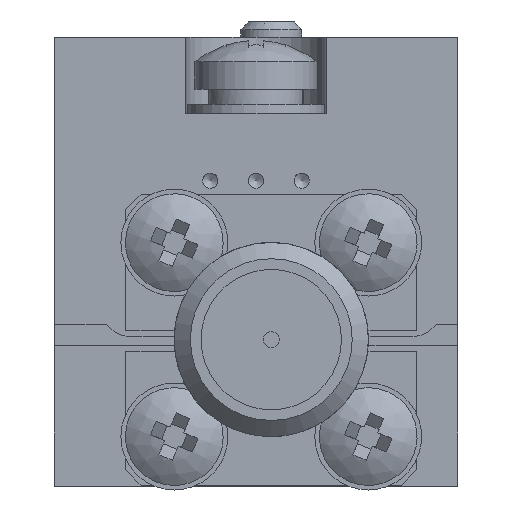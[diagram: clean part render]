
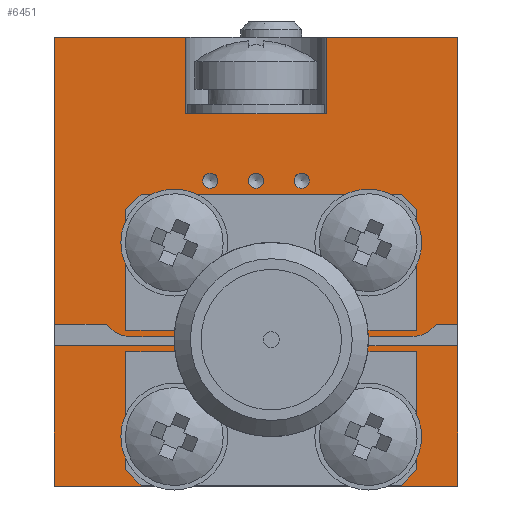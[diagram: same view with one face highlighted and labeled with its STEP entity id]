
A CAD part, left-side view. The second image highlights one B-rep face of the part: STEP entity #6451.
In plain terms, the highlighted planar face has unit normal (-1, 0, 0).
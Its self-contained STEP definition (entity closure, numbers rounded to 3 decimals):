
#6451=ADVANCED_FACE('',(#19269,#19271,#19273,#19275,#19277,#19279,#19281,#19283),
#19285,.F.);
#19269=FACE_BOUND('',#19270,.T.);
#19270=EDGE_LOOP('',(#33057,#33058,#33059,#33060,#33061,#33062,#33063,#33064,#33065,
#33066,#33067,#33068,#33069,#33070,#33071,#33072,#33073,#33074,#33075,#33076));
#19271=FACE_BOUND('',#19272,.T.);
#19272=EDGE_LOOP('',(#33077));
#19273=FACE_BOUND('',#19274,.T.);
#19274=EDGE_LOOP('',(#33078));
#19275=FACE_BOUND('',#19276,.T.);
#19276=EDGE_LOOP('',(#33079));
#19277=FACE_BOUND('',#19278,.T.);
#19278=EDGE_LOOP('',(#33080));
#19279=FACE_BOUND('',#19280,.T.);
#19280=EDGE_LOOP('',(#33081));
#19281=FACE_BOUND('',#19282,.T.);
#19282=EDGE_LOOP('',(#33082));
#19283=FACE_BOUND('',#19284,.T.);
#19284=EDGE_LOOP('',(#33083));
#19285=PLANE('',#19286);
#19286=AXIS2_PLACEMENT_3D('',#19287,#19288,#19289);
#19287=CARTESIAN_POINT('',(-27.5,6.6,14.7));
#19288=DIRECTION('',(1.,0.,-0.));
#19289=DIRECTION('',(0.,1.,0.));
#33057=ORIENTED_EDGE('',*,*,#39261,.F.);
#33058=ORIENTED_EDGE('',*,*,#39262,.F.);
#33059=ORIENTED_EDGE('',*,*,#39263,.F.);
#33060=ORIENTED_EDGE('',*,*,#39264,.T.);
#33061=ORIENTED_EDGE('',*,*,#39265,.F.);
#33062=ORIENTED_EDGE('',*,*,#39240,.T.);
#33063=ORIENTED_EDGE('',*,*,#39266,.F.);
#33064=ORIENTED_EDGE('',*,*,#39267,.F.);
#33065=ORIENTED_EDGE('',*,*,#39268,.F.);
#33066=ORIENTED_EDGE('',*,*,#39269,.F.);
#33067=ORIENTED_EDGE('',*,*,#39270,.F.);
#33068=ORIENTED_EDGE('',*,*,#39236,.T.);
#33069=ORIENTED_EDGE('',*,*,#39271,.T.);
#33070=ORIENTED_EDGE('',*,*,#38871,.F.);
#33071=ORIENTED_EDGE('',*,*,#39272,.F.);
#33072=ORIENTED_EDGE('',*,*,#39273,.F.);
#33073=ORIENTED_EDGE('',*,*,#39274,.F.);
#33074=ORIENTED_EDGE('',*,*,#39275,.F.);
#33075=ORIENTED_EDGE('',*,*,#39276,.F.);
#33076=ORIENTED_EDGE('',*,*,#38867,.F.);
#33077=ORIENTED_EDGE('',*,*,#38472,.F.);
#33078=ORIENTED_EDGE('',*,*,#38474,.F.);
#33079=ORIENTED_EDGE('',*,*,#38476,.F.);
#33080=ORIENTED_EDGE('',*,*,#38478,.F.);
#33081=ORIENTED_EDGE('',*,*,#38480,.F.);
#33082=ORIENTED_EDGE('',*,*,#38482,.F.);
#33083=ORIENTED_EDGE('',*,*,#38484,.F.);
#38472=EDGE_CURVE('',#42590,#42590,#42591,.T.);
#38474=EDGE_CURVE('',#42594,#42594,#42595,.T.);
#38476=EDGE_CURVE('',#42598,#42598,#42599,.T.);
#38478=EDGE_CURVE('',#42602,#42602,#42603,.T.);
#38480=EDGE_CURVE('',#42606,#42606,#42607,.T.);
#38482=EDGE_CURVE('',#42610,#42610,#42611,.T.);
#38484=EDGE_CURVE('',#42614,#42614,#42615,.T.);
#38867=EDGE_CURVE('',#43379,#43381,#43382,.T.);
#38871=EDGE_CURVE('',#43387,#43389,#43390,.T.);
#39236=EDGE_CURVE('',#44115,#44113,#44116,.T.);
#39240=EDGE_CURVE('',#44123,#44121,#44124,.T.);
#39261=EDGE_CURVE('',#44164,#43379,#44165,.T.);
#39262=EDGE_CURVE('',#44166,#44164,#44167,.T.);
#39263=EDGE_CURVE('',#44168,#44166,#44169,.T.);
#39264=EDGE_CURVE('',#44168,#44170,#44171,.T.);
#39265=EDGE_CURVE('',#44123,#44170,#44172,.T.);
#39266=EDGE_CURVE('',#44173,#44121,#44174,.T.);
#39267=EDGE_CURVE('',#44175,#44173,#44176,.T.);
#39268=EDGE_CURVE('',#44177,#44175,#44178,.T.);
#39269=EDGE_CURVE('',#44179,#44177,#44180,.T.);
#39270=EDGE_CURVE('',#44115,#44179,#44181,.T.);
#39271=EDGE_CURVE('',#44113,#43389,#44182,.T.);
#39272=EDGE_CURVE('',#44183,#43387,#44184,.T.);
#39273=EDGE_CURVE('',#44185,#44183,#44186,.T.);
#39274=EDGE_CURVE('',#44187,#44185,#44188,.T.);
#39275=EDGE_CURVE('',#44189,#44187,#44190,.T.);
#39276=EDGE_CURVE('',#43381,#44189,#44191,.T.);
#42590=VERTEX_POINT('',#54495);
#42591=CIRCLE('',#54496,0.25);
#42594=VERTEX_POINT('',#54606);
#42595=CIRCLE('',#54607,0.25);
#42598=VERTEX_POINT('',#54717);
#42599=CIRCLE('',#54718,0.25);
#42602=VERTEX_POINT('',#54828);
#42603=CIRCLE('',#54829,0.625);
#42606=VERTEX_POINT('',#54939);
#42607=CIRCLE('',#54940,0.625);
#42610=VERTEX_POINT('',#55050);
#42611=CIRCLE('',#55051,0.625);
#42614=VERTEX_POINT('',#55161);
#42615=CIRCLE('',#55162,0.625);
#43379=VERTEX_POINT('',#58836);
#43381=VERTEX_POINT('',#58840);
#43382=LINE('',#58841,#58842);
#43387=VERTEX_POINT('',#58852);
#43389=VERTEX_POINT('',#58856);
#43390=LINE('',#58857,#58858);
#44113=VERTEX_POINT('',#65445);
#44115=VERTEX_POINT('',#65449);
#44116=LINE('',#65450,#65451);
#44121=VERTEX_POINT('',#65461);
#44123=VERTEX_POINT('',#65465);
#44124=LINE('',#65466,#65467);
#44164=VERTEX_POINT('',#65548);
#44165=LINE('',#65549,#65550);
#44166=VERTEX_POINT('',#65552);
#44167=LINE('',#65553,#65554);
#44168=VERTEX_POINT('',#65556);
#44169=LINE('',#65557,#65558);
#44170=VERTEX_POINT('',#65560);
#44171=LINE('',#65561,#65562);
#44172=LINE('',#65564,#65565);
#44173=VERTEX_POINT('',#65567);
#44174=LINE('',#65568,#65569);
#44175=VERTEX_POINT('',#65571);
#44176=CIRCLE('',#65572,1.);
#44177=VERTEX_POINT('',#65576);
#44178=LINE('',#65577,#65578);
#44179=VERTEX_POINT('',#65580);
#44180=LINE('',#65581,#65582);
#44181=LINE('',#65584,#65585);
#44182=LINE('',#65587,#65588);
#44183=VERTEX_POINT('',#65590);
#44184=LINE('',#65591,#65592);
#44185=VERTEX_POINT('',#65594);
#44186=LINE('',#65595,#65596);
#44187=VERTEX_POINT('',#65598);
#44188=LINE('',#65599,#65600);
#44189=VERTEX_POINT('',#65602);
#44190=CIRCLE('',#65603,1.);
#44191=LINE('',#65607,#65608);
#54495=CARTESIAN_POINT('',(-27.5,0.,10.25));
#54496=AXIS2_PLACEMENT_3D('',#54497,#54498,#54499);
#54497=CARTESIAN_POINT('',(-27.5,0.,10.));
#54498=DIRECTION('',(-1.,0.,0.));
#54499=DIRECTION('',(0.,0.,-1.));
#54606=CARTESIAN_POINT('',(-27.5,1.5,10.25));
#54607=AXIS2_PLACEMENT_3D('',#54608,#54609,#54610);
#54608=CARTESIAN_POINT('',(-27.5,1.5,10.));
#54609=DIRECTION('',(-1.,0.,0.));
#54610=DIRECTION('',(-0.,0.,-1.));
#54717=CARTESIAN_POINT('',(-27.5,-1.5,10.25));
#54718=AXIS2_PLACEMENT_3D('',#54719,#54720,#54721);
#54719=CARTESIAN_POINT('',(-27.5,-1.5,10.));
#54720=DIRECTION('',(-1.,0.,0.));
#54721=DIRECTION('',(-0.,0.,-1.));
#54828=CARTESIAN_POINT('',(-27.5,2.675,8.6));
#54829=AXIS2_PLACEMENT_3D('',#54830,#54831,#54832);
#54830=CARTESIAN_POINT('',(-27.5,2.675,7.975));
#54831=DIRECTION('',(-1.,0.,0.));
#54832=DIRECTION('',(-0.,0.,-1.));
#54939=CARTESIAN_POINT('',(-27.5,-3.675,8.6));
#54940=AXIS2_PLACEMENT_3D('',#54941,#54942,#54943);
#54941=CARTESIAN_POINT('',(-27.5,-3.675,7.975));
#54942=DIRECTION('',(-1.,0.,0.));
#54943=DIRECTION('',(-0.,0.,-1.));
#55050=CARTESIAN_POINT('',(-27.5,-3.675,2.25));
#55051=AXIS2_PLACEMENT_3D('',#55052,#55053,#55054);
#55052=CARTESIAN_POINT('',(-27.5,-3.675,1.625));
#55053=DIRECTION('',(-1.,0.,0.));
#55054=DIRECTION('',(-0.,0.,-1.));
#55161=CARTESIAN_POINT('',(-27.5,2.675,2.25));
#55162=AXIS2_PLACEMENT_3D('',#55163,#55164,#55165);
#55163=CARTESIAN_POINT('',(-27.5,2.675,1.625));
#55164=DIRECTION('',(-1.,0.,0.));
#55165=DIRECTION('',(-0.,0.,-1.));
#58836=CARTESIAN_POINT('',(-27.5,-6.6,14.7));
#58840=CARTESIAN_POINT('',(-27.5,-6.6,5.3));
#58841=CARTESIAN_POINT('',(-27.5,-6.6,14.7));
#58842=VECTOR('',#58843,1.);
#58843=DIRECTION('',(0.,0.,-1.));
#58852=CARTESIAN_POINT('',(-27.5,-6.6,4.6));
#58856=CARTESIAN_POINT('',(-27.5,-6.6,0.));
#58857=CARTESIAN_POINT('',(-27.5,-6.6,4.6));
#58858=VECTOR('',#58859,1.);
#58859=DIRECTION('',(0.,0.,-1.));
#65445=CARTESIAN_POINT('',(-27.5,6.6,0.));
#65449=CARTESIAN_POINT('',(-27.5,6.6,4.6));
#65450=CARTESIAN_POINT('',(-27.5,6.6,4.6));
#65451=VECTOR('',#65452,1.);
#65452=DIRECTION('',(0.,0.,-1.));
#65461=CARTESIAN_POINT('',(-27.5,6.6,5.3));
#65465=CARTESIAN_POINT('',(-27.5,6.6,14.7));
#65466=CARTESIAN_POINT('',(-27.5,6.6,14.7));
#65467=VECTOR('',#65468,1.);
#65468=DIRECTION('',(0.,0.,-1.));
#65548=CARTESIAN_POINT('',(-27.5,-2.3,14.7));
#65549=CARTESIAN_POINT('',(-27.5,-2.3,14.7));
#65550=VECTOR('',#65551,1.);
#65551=DIRECTION('',(0.,-1.,0.));
#65552=CARTESIAN_POINT('',(-27.5,-2.3,12.2));
#65553=CARTESIAN_POINT('',(-27.5,-2.3,12.2));
#65554=VECTOR('',#65555,1.);
#65555=DIRECTION('',(0.,0.,1.));
#65556=CARTESIAN_POINT('',(-27.5,2.3,12.2));
#65557=CARTESIAN_POINT('',(-27.5,2.3,12.2));
#65558=VECTOR('',#65559,1.);
#65559=DIRECTION('',(0.,-1.,0.));
#65560=CARTESIAN_POINT('',(-27.5,2.3,14.7));
#65561=CARTESIAN_POINT('',(-27.5,2.3,12.2));
#65562=VECTOR('',#65563,1.);
#65563=DIRECTION('',(0.,0.,1.));
#65564=CARTESIAN_POINT('',(-27.5,6.6,14.7));
#65565=VECTOR('',#65566,1.);
#65566=DIRECTION('',(0.,-1.,0.));
#65567=CARTESIAN_POINT('',(-27.5,4.9,5.3));
#65568=CARTESIAN_POINT('',(-27.5,4.9,5.3));
#65569=VECTOR('',#65570,1.);
#65570=DIRECTION('',(0.,1.,0.));
#65571=CARTESIAN_POINT('',(-27.5,4.1,4.9));
#65572=AXIS2_PLACEMENT_3D('',#65573,#65574,#65575);
#65573=CARTESIAN_POINT('',(-27.5,4.1,5.9));
#65574=DIRECTION('',(1.,0.,0.));
#65575=DIRECTION('',(0.,0.,-1.));
#65576=CARTESIAN_POINT('',(-27.5,2.6,4.9));
#65577=CARTESIAN_POINT('',(-27.5,2.6,4.9));
#65578=VECTOR('',#65579,1.);
#65579=DIRECTION('',(0.,1.,0.));
#65580=CARTESIAN_POINT('',(-27.5,2.6,4.6));
#65581=CARTESIAN_POINT('',(-27.5,2.6,4.6));
#65582=VECTOR('',#65583,1.);
#65583=DIRECTION('',(0.,0.,1.));
#65584=CARTESIAN_POINT('',(-27.5,6.6,4.6));
#65585=VECTOR('',#65586,1.);
#65586=DIRECTION('',(0.,-1.,0.));
#65587=CARTESIAN_POINT('',(-27.5,6.6,0.));
#65588=VECTOR('',#65589,1.);
#65589=DIRECTION('',(0.,-1.,0.));
#65590=CARTESIAN_POINT('',(-27.5,-3.6,4.6));
#65591=CARTESIAN_POINT('',(-27.5,-3.6,4.6));
#65592=VECTOR('',#65593,1.);
#65593=DIRECTION('',(0.,-1.,0.));
#65594=CARTESIAN_POINT('',(-27.5,-3.6,4.9));
#65595=CARTESIAN_POINT('',(-27.5,-3.6,4.9));
#65596=VECTOR('',#65597,1.);
#65597=DIRECTION('',(0.,0.,-1.));
#65598=CARTESIAN_POINT('',(-27.5,-5.1,4.9));
#65599=CARTESIAN_POINT('',(-27.5,-5.1,4.9));
#65600=VECTOR('',#65601,1.);
#65601=DIRECTION('',(0.,1.,0.));
#65602=CARTESIAN_POINT('',(-27.5,-5.9,5.3));
#65603=AXIS2_PLACEMENT_3D('',#65604,#65605,#65606);
#65604=CARTESIAN_POINT('',(-27.5,-5.1,5.9));
#65605=DIRECTION('',(1.,0.,0.));
#65606=DIRECTION('',(0.,-0.8,-0.6));
#65607=CARTESIAN_POINT('',(-27.5,-6.6,5.3));
#65608=VECTOR('',#65609,1.);
#65609=DIRECTION('',(0.,1.,0.));
